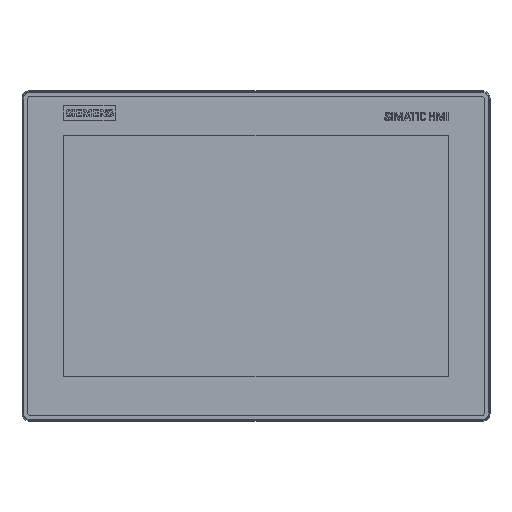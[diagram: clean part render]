
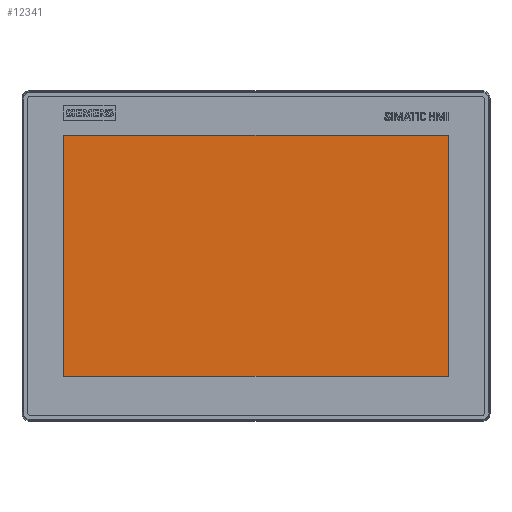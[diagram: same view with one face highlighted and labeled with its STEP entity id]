
A CAD part, top view. The second image highlights one B-rep face of the part: STEP entity #12341.
In plain terms, the highlighted planar face has unit normal (0, 0, 1).
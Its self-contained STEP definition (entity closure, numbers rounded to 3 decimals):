
#10527=PLANE('',#34678);
#12341=ADVANCED_FACE('',(#13782),#10527,.T.);
#13782=FACE_OUTER_BOUND('',#15106,.T.);
#15106=EDGE_LOOP('',(#19745,#19746,#19747,#19748));
#19745=ORIENTED_EDGE('',*,*,#27204,.F.);
#19746=ORIENTED_EDGE('',*,*,#27205,.F.);
#19747=ORIENTED_EDGE('',*,*,#27206,.F.);
#19748=ORIENTED_EDGE('',*,*,#27207,.F.);
#24441=VERTEX_POINT('',#47663);
#24442=VERTEX_POINT('',#47664);
#24443=VERTEX_POINT('',#47666);
#24444=VERTEX_POINT('',#47668);
#27204=EDGE_CURVE('',#24441,#24442,#30017,.T.);
#27205=EDGE_CURVE('',#24443,#24441,#30018,.T.);
#27206=EDGE_CURVE('',#24444,#24443,#30019,.T.);
#27207=EDGE_CURVE('',#24442,#24444,#30020,.T.);
#30017=LINE('',#47662,#32644);
#30018=LINE('',#47665,#32645);
#30019=LINE('',#47667,#32646);
#30020=LINE('',#47669,#32647);
#32644=VECTOR('',#38321,1.);
#32645=VECTOR('',#38322,1.);
#32646=VECTOR('',#38323,1.);
#32647=VECTOR('',#38324,1.);
#34678=AXIS2_PLACEMENT_3D('',#47670,#38325,#38326);
#38321=DIRECTION('',(0.,1.,0.));
#38322=DIRECTION('',(-1.,0.,0.));
#38323=DIRECTION('',(0.,-1.,0.));
#38324=DIRECTION('',(1.,0.,0.));
#38325=DIRECTION('',(0.,0.,1.));
#38326=DIRECTION('',(1.,0.,0.));
#47662=CARTESIAN_POINT('',(-176.307,41.652,-4.13));
#47663=CARTESIAN_POINT('',(-176.307,-122.948,-4.13));
#47664=CARTESIAN_POINT('',(-176.307,41.652,-4.13));
#47665=CARTESIAN_POINT('',(-176.307,-122.948,-4.13));
#47666=CARTESIAN_POINT('',(86.193,-122.948,-4.13));
#47667=CARTESIAN_POINT('',(86.193,-122.948,-4.13));
#47668=CARTESIAN_POINT('',(86.193,41.652,-4.13));
#47669=CARTESIAN_POINT('',(86.193,41.652,-4.13));
#47670=CARTESIAN_POINT('',(0.,0.,-4.13));
